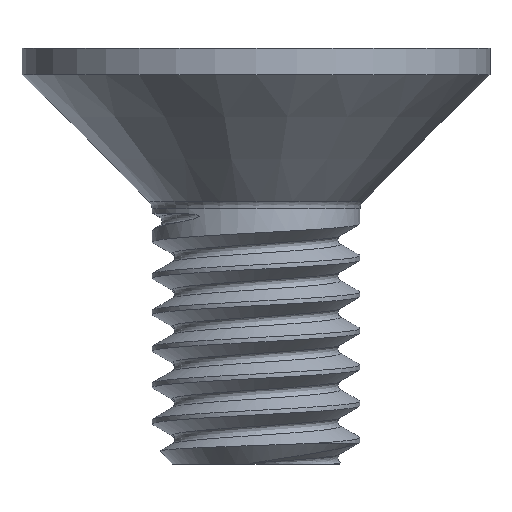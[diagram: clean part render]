
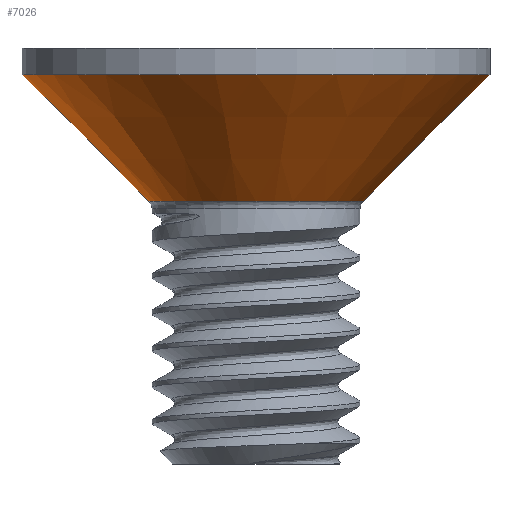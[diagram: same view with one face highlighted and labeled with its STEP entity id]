
A CAD part, left-side view. The second image highlights one B-rep face of the part: STEP entity #7026.
In plain terms, the highlighted conical face has half-angle 45 degrees and reference radius 2.059 mm.
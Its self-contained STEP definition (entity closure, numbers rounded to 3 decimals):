
#6331 = SURFACE_OF_REVOLUTION('',#6332,#6337);
#6332 = CIRCLE('',#6333,0.2);
#6333 = AXIS2_PLACEMENT_3D('',#6334,#6335,#6336);
#6334 = CARTESIAN_POINT('',(2.2,0.,-3.093));
#6335 = DIRECTION('',(0.,1.,0.));
#6336 = DIRECTION('',(-1.,0.,0.));
#6337 = AXIS1_PLACEMENT('',#6338,#6339);
#6338 = CARTESIAN_POINT('',(0.,0.,0.));
#6339 = DIRECTION('',(0.,0.,1.));
#6976 = VERTEX_POINT('',#6977);
#6977 = CARTESIAN_POINT('',(2.059,0.,-2.951));
#6999 = EDGE_CURVE('',#6976,#6976,#7000,.T.);
#7000 = SURFACE_CURVE('',#7001,(#7006,#7013),.PCURVE_S1.);
#7001 = CIRCLE('',#7002,2.059);
#7002 = AXIS2_PLACEMENT_3D('',#7003,#7004,#7005);
#7003 = CARTESIAN_POINT('',(0.,0.,-2.951));
#7004 = DIRECTION('',(0.,0.,1.));
#7005 = DIRECTION('',(1.,0.,-0.));
#7006 = PCURVE('',#6331,#7007);
#7007 = DEFINITIONAL_REPRESENTATION('',(#7008),#7012);
#7008 = LINE('',#7009,#7010);
#7009 = CARTESIAN_POINT('',(0.,0.785));
#7010 = VECTOR('',#7011,1.);
#7011 = DIRECTION('',(1.,0.));
#7012 = ( GEOMETRIC_REPRESENTATION_CONTEXT(2) 
PARAMETRIC_REPRESENTATION_CONTEXT() REPRESENTATION_CONTEXT('2D SPACE',''
  ) );
#7013 = PCURVE('',#7014,#7019);
#7014 = CONICAL_SURFACE('',#7015,2.059,0.785);
#7015 = AXIS2_PLACEMENT_3D('',#7016,#7017,#7018);
#7016 = CARTESIAN_POINT('',(0.,0.,-2.951));
#7017 = DIRECTION('',(0.,0.,1.));
#7018 = DIRECTION('',(1.,0.,-0.));
#7019 = DEFINITIONAL_REPRESENTATION('',(#7020),#7024);
#7020 = LINE('',#7021,#7022);
#7021 = CARTESIAN_POINT('',(0.,0.));
#7022 = VECTOR('',#7023,1.);
#7023 = DIRECTION('',(1.,0.));
#7024 = ( GEOMETRIC_REPRESENTATION_CONTEXT(2) 
PARAMETRIC_REPRESENTATION_CONTEXT() REPRESENTATION_CONTEXT('2D SPACE',''
  ) );
#7026 = ADVANCED_FACE('',(#7027),#7014,.T.);
#7027 = FACE_BOUND('',#7028,.T.);
#7028 = EDGE_LOOP('',(#7029,#7030,#7053,#7080));
#7029 = ORIENTED_EDGE('',*,*,#6999,.T.);
#7030 = ORIENTED_EDGE('',*,*,#7031,.T.);
#7031 = EDGE_CURVE('',#6976,#7032,#7034,.T.);
#7032 = VERTEX_POINT('',#7033);
#7033 = CARTESIAN_POINT('',(4.5,0.,-0.51));
#7034 = SEAM_CURVE('',#7035,(#7039,#7046),.PCURVE_S1.);
#7035 = LINE('',#7036,#7037);
#7036 = CARTESIAN_POINT('',(2.059,0.,-2.951));
#7037 = VECTOR('',#7038,1.);
#7038 = DIRECTION('',(0.707,0.,0.707));
#7039 = PCURVE('',#7014,#7040);
#7040 = DEFINITIONAL_REPRESENTATION('',(#7041),#7045);
#7041 = LINE('',#7042,#7043);
#7042 = CARTESIAN_POINT('',(0.,0.));
#7043 = VECTOR('',#7044,1.);
#7044 = DIRECTION('',(0.,1.));
#7045 = ( GEOMETRIC_REPRESENTATION_CONTEXT(2) 
PARAMETRIC_REPRESENTATION_CONTEXT() REPRESENTATION_CONTEXT('2D SPACE',''
  ) );
#7046 = PCURVE('',#7014,#7047);
#7047 = DEFINITIONAL_REPRESENTATION('',(#7048),#7052);
#7048 = LINE('',#7049,#7050);
#7049 = CARTESIAN_POINT('',(6.283,0.));
#7050 = VECTOR('',#7051,1.);
#7051 = DIRECTION('',(0.,1.));
#7052 = ( GEOMETRIC_REPRESENTATION_CONTEXT(2) 
PARAMETRIC_REPRESENTATION_CONTEXT() REPRESENTATION_CONTEXT('2D SPACE',''
  ) );
#7053 = ORIENTED_EDGE('',*,*,#7054,.F.);
#7054 = EDGE_CURVE('',#7032,#7032,#7055,.T.);
#7055 = SURFACE_CURVE('',#7056,(#7061,#7068),.PCURVE_S1.);
#7056 = CIRCLE('',#7057,4.5);
#7057 = AXIS2_PLACEMENT_3D('',#7058,#7059,#7060);
#7058 = CARTESIAN_POINT('',(0.,0.,-0.51));
#7059 = DIRECTION('',(0.,0.,1.));
#7060 = DIRECTION('',(1.,0.,-0.));
#7061 = PCURVE('',#7014,#7062);
#7062 = DEFINITIONAL_REPRESENTATION('',(#7063),#7067);
#7063 = LINE('',#7064,#7065);
#7064 = CARTESIAN_POINT('',(0.,2.441));
#7065 = VECTOR('',#7066,1.);
#7066 = DIRECTION('',(1.,0.));
#7067 = ( GEOMETRIC_REPRESENTATION_CONTEXT(2) 
PARAMETRIC_REPRESENTATION_CONTEXT() REPRESENTATION_CONTEXT('2D SPACE',''
  ) );
#7068 = PCURVE('',#7069,#7074);
#7069 = CYLINDRICAL_SURFACE('',#7070,4.5);
#7070 = AXIS2_PLACEMENT_3D('',#7071,#7072,#7073);
#7071 = CARTESIAN_POINT('',(0.,0.,-0.51));
#7072 = DIRECTION('',(0.,0.,1.));
#7073 = DIRECTION('',(1.,0.,-0.));
#7074 = DEFINITIONAL_REPRESENTATION('',(#7075),#7079);
#7075 = LINE('',#7076,#7077);
#7076 = CARTESIAN_POINT('',(0.,0.));
#7077 = VECTOR('',#7078,1.);
#7078 = DIRECTION('',(1.,0.));
#7079 = ( GEOMETRIC_REPRESENTATION_CONTEXT(2) 
PARAMETRIC_REPRESENTATION_CONTEXT() REPRESENTATION_CONTEXT('2D SPACE',''
  ) );
#7080 = ORIENTED_EDGE('',*,*,#7031,.F.);
